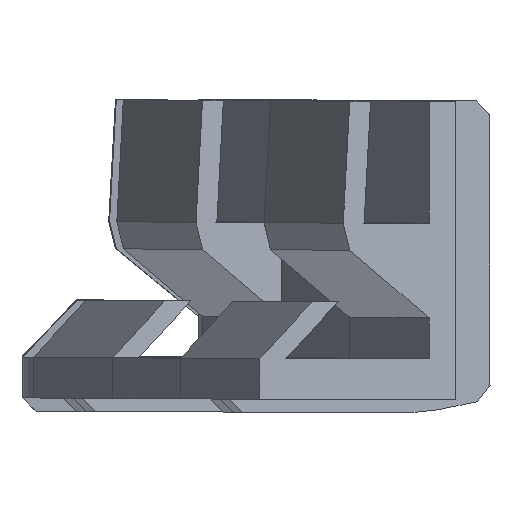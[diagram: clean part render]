
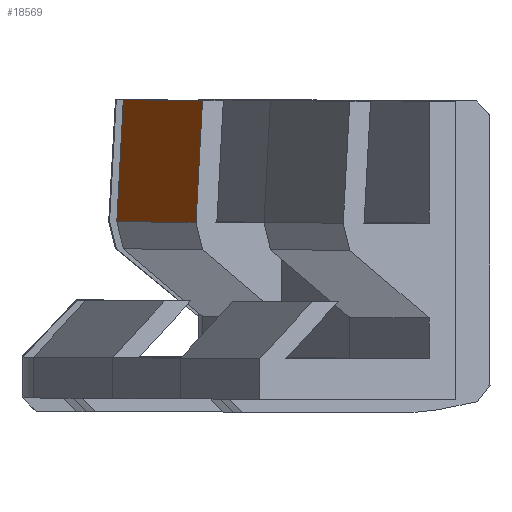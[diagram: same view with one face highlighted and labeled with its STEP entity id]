
A CAD part, left-side view. The second image highlights one B-rep face of the part: STEP entity #18569.
In plain terms, the highlighted face is planar.
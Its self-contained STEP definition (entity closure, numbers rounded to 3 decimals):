
#16674 = PLANE('',#16675);
#16675 = AXIS2_PLACEMENT_3D('',#16676,#16677,#16678);
#16676 = CARTESIAN_POINT('',(-10.5,5.766,9.503));
#16677 = DIRECTION('',(-1.,0.,0.));
#16678 = DIRECTION('',(0.,0.,1.));
#17108 = PLANE('',#17109);
#17109 = AXIS2_PLACEMENT_3D('',#17110,#17111,#17112);
#17110 = CARTESIAN_POINT('',(10.5,5.766,9.503));
#17111 = DIRECTION('',(-1.,0.,0.));
#17112 = DIRECTION('',(0.,0.,1.));
#17368 = VERTEX_POINT('',#17369);
#17369 = CARTESIAN_POINT('',(-10.5,8.1,22.));
#17383 = PLANE('',#17384);
#17384 = AXIS2_PLACEMENT_3D('',#17385,#17386,#17387);
#17385 = CARTESIAN_POINT('',(0.,6.5,22.));
#17386 = DIRECTION('',(0.,0.,-1.));
#17387 = DIRECTION('',(0.,1.,0.));
#17395 = EDGE_CURVE('',#17368,#17396,#17398,.T.);
#17396 = VERTEX_POINT('',#17397);
#17397 = CARTESIAN_POINT('',(-10.5,8.6,13.));
#17398 = SURFACE_CURVE('',#17399,(#17403,#17410),.PCURVE_S1.);
#17399 = LINE('',#17400,#17401);
#17400 = CARTESIAN_POINT('',(-10.5,8.1,22.));
#17401 = VECTOR('',#17402,1.);
#17402 = DIRECTION('',(0.,0.055,-0.998));
#17403 = PCURVE('',#16674,#17404);
#17404 = DEFINITIONAL_REPRESENTATION('',(#17405),#17409);
#17405 = LINE('',#17406,#17407);
#17406 = CARTESIAN_POINT('',(12.497,2.334));
#17407 = VECTOR('',#17408,1.);
#17408 = DIRECTION('',(-0.998,0.055));
#17409 = ( GEOMETRIC_REPRESENTATION_CONTEXT(2) 
PARAMETRIC_REPRESENTATION_CONTEXT() REPRESENTATION_CONTEXT('2D SPACE',''
  ) );
#17410 = PCURVE('',#17411,#17416);
#17411 = PLANE('',#17412);
#17412 = AXIS2_PLACEMENT_3D('',#17413,#17414,#17415);
#17413 = CARTESIAN_POINT('',(0.,8.1,22.));
#17414 = DIRECTION('',(-0.,-0.998,-0.055));
#17415 = DIRECTION('',(0.,0.055,-0.998));
#17416 = DEFINITIONAL_REPRESENTATION('',(#17417),#17421);
#17417 = LINE('',#17418,#17419);
#17418 = CARTESIAN_POINT('',(0.,-10.5));
#17419 = VECTOR('',#17420,1.);
#17420 = DIRECTION('',(1.,0.));
#17421 = ( GEOMETRIC_REPRESENTATION_CONTEXT(2) 
PARAMETRIC_REPRESENTATION_CONTEXT() REPRESENTATION_CONTEXT('2D SPACE',''
  ) );
#17439 = PLANE('',#17440);
#17440 = AXIS2_PLACEMENT_3D('',#17441,#17442,#17443);
#17441 = CARTESIAN_POINT('',(0.,8.6,13.));
#17442 = DIRECTION('',(0.,-0.97,0.243));
#17443 = DIRECTION('',(-0.,-0.243,-0.97));
#18214 = VERTEX_POINT('',#18215);
#18215 = CARTESIAN_POINT('',(10.5,8.1,22.));
#18236 = EDGE_CURVE('',#18214,#18237,#18239,.T.);
#18237 = VERTEX_POINT('',#18238);
#18238 = CARTESIAN_POINT('',(10.5,8.6,13.));
#18239 = SURFACE_CURVE('',#18240,(#18244,#18251),.PCURVE_S1.);
#18240 = LINE('',#18241,#18242);
#18241 = CARTESIAN_POINT('',(10.5,8.1,22.));
#18242 = VECTOR('',#18243,1.);
#18243 = DIRECTION('',(0.,0.055,-0.998));
#18244 = PCURVE('',#17108,#18245);
#18245 = DEFINITIONAL_REPRESENTATION('',(#18246),#18250);
#18246 = LINE('',#18247,#18248);
#18247 = CARTESIAN_POINT('',(12.497,2.334));
#18248 = VECTOR('',#18249,1.);
#18249 = DIRECTION('',(-0.998,0.055));
#18250 = ( GEOMETRIC_REPRESENTATION_CONTEXT(2) 
PARAMETRIC_REPRESENTATION_CONTEXT() REPRESENTATION_CONTEXT('2D SPACE',''
  ) );
#18251 = PCURVE('',#17411,#18252);
#18252 = DEFINITIONAL_REPRESENTATION('',(#18253),#18257);
#18253 = LINE('',#18254,#18255);
#18254 = CARTESIAN_POINT('',(0.,10.5));
#18255 = VECTOR('',#18256,1.);
#18256 = DIRECTION('',(1.,0.));
#18257 = ( GEOMETRIC_REPRESENTATION_CONTEXT(2) 
PARAMETRIC_REPRESENTATION_CONTEXT() REPRESENTATION_CONTEXT('2D SPACE',''
  ) );
#18547 = EDGE_CURVE('',#18214,#17368,#18548,.T.);
#18548 = SURFACE_CURVE('',#18549,(#18553,#18560),.PCURVE_S1.);
#18549 = LINE('',#18550,#18551);
#18550 = CARTESIAN_POINT('',(10.5,8.1,22.));
#18551 = VECTOR('',#18552,1.);
#18552 = DIRECTION('',(-1.,0.,0.));
#18553 = PCURVE('',#17383,#18554);
#18554 = DEFINITIONAL_REPRESENTATION('',(#18555),#18559);
#18555 = LINE('',#18556,#18557);
#18556 = CARTESIAN_POINT('',(1.6,10.5));
#18557 = VECTOR('',#18558,1.);
#18558 = DIRECTION('',(0.,-1.));
#18559 = ( GEOMETRIC_REPRESENTATION_CONTEXT(2) 
PARAMETRIC_REPRESENTATION_CONTEXT() REPRESENTATION_CONTEXT('2D SPACE',''
  ) );
#18560 = PCURVE('',#17411,#18561);
#18561 = DEFINITIONAL_REPRESENTATION('',(#18562),#18566);
#18562 = LINE('',#18563,#18564);
#18563 = CARTESIAN_POINT('',(0.,10.5));
#18564 = VECTOR('',#18565,1.);
#18565 = DIRECTION('',(0.,-1.));
#18566 = ( GEOMETRIC_REPRESENTATION_CONTEXT(2) 
PARAMETRIC_REPRESENTATION_CONTEXT() REPRESENTATION_CONTEXT('2D SPACE',''
  ) );
#18569 = ADVANCED_FACE('',(#18570),#17411,.F.);
#18570 = FACE_BOUND('',#18571,.F.);
#18571 = EDGE_LOOP('',(#18572,#18573,#18594,#18595));
#18572 = ORIENTED_EDGE('',*,*,#17395,.T.);
#18573 = ORIENTED_EDGE('',*,*,#18574,.F.);
#18574 = EDGE_CURVE('',#18237,#17396,#18575,.T.);
#18575 = SURFACE_CURVE('',#18576,(#18580,#18587),.PCURVE_S1.);
#18576 = LINE('',#18577,#18578);
#18577 = CARTESIAN_POINT('',(10.5,8.6,13.));
#18578 = VECTOR('',#18579,1.);
#18579 = DIRECTION('',(-1.,0.,0.));
#18580 = PCURVE('',#17411,#18581);
#18581 = DEFINITIONAL_REPRESENTATION('',(#18582),#18586);
#18582 = LINE('',#18583,#18584);
#18583 = CARTESIAN_POINT('',(9.014,10.5));
#18584 = VECTOR('',#18585,1.);
#18585 = DIRECTION('',(0.,-1.));
#18586 = ( GEOMETRIC_REPRESENTATION_CONTEXT(2) 
PARAMETRIC_REPRESENTATION_CONTEXT() REPRESENTATION_CONTEXT('2D SPACE',''
  ) );
#18587 = PCURVE('',#17439,#18588);
#18588 = DEFINITIONAL_REPRESENTATION('',(#18589),#18593);
#18589 = LINE('',#18590,#18591);
#18590 = CARTESIAN_POINT('',(-0.,10.5));
#18591 = VECTOR('',#18592,1.);
#18592 = DIRECTION('',(0.,-1.));
#18593 = ( GEOMETRIC_REPRESENTATION_CONTEXT(2) 
PARAMETRIC_REPRESENTATION_CONTEXT() REPRESENTATION_CONTEXT('2D SPACE',''
  ) );
#18594 = ORIENTED_EDGE('',*,*,#18236,.F.);
#18595 = ORIENTED_EDGE('',*,*,#18547,.T.);
